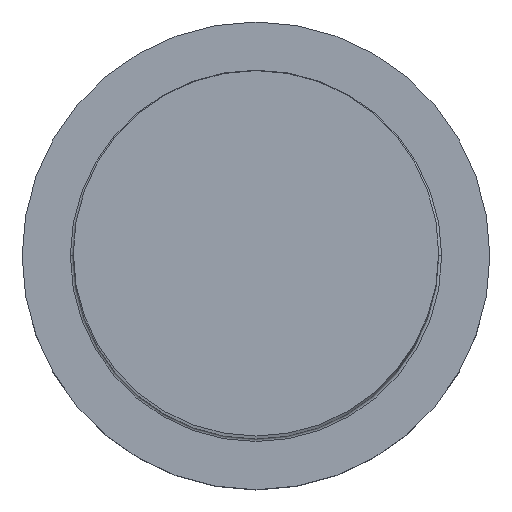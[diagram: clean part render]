
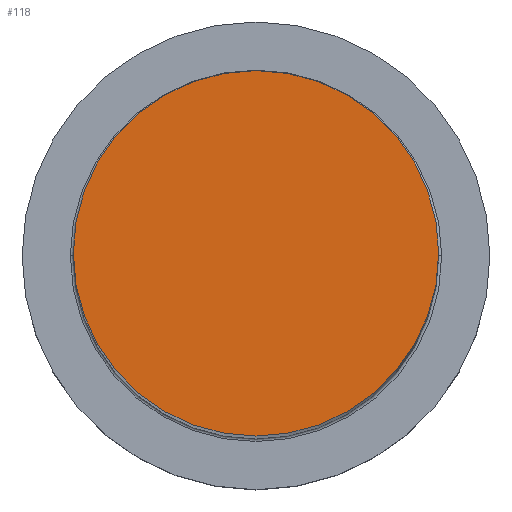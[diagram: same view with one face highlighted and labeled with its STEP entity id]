
A CAD part, top view. The second image highlights one B-rep face of the part: STEP entity #118.
In plain terms, the highlighted planar face has unit normal (0, 0, 1).
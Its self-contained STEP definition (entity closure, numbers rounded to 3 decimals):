
#3 = DIRECTION ( 'NONE',  ( 0., 0., 1. ) ) ;
#19 = VERTEX_POINT ( 'NONE', #54 ) ;
#20 = CIRCLE ( 'NONE', #209, 12.5 ) ;
#27 = DIRECTION ( 'NONE',  ( 0., 0., 1. ) ) ;
#49 = FACE_OUTER_BOUND ( 'NONE', #262, .T. ) ;
#54 = CARTESIAN_POINT ( 'NONE',  ( 12.5, 0., 110. ) ) ;
#58 = DIRECTION ( 'NONE',  ( 1., 0., 0. ) ) ;
#73 = PLANE ( 'NONE',  #152 ) ;
#90 = AXIS2_PLACEMENT_3D ( 'NONE', #100, #192, #101 ) ;
#100 = CARTESIAN_POINT ( 'NONE',  ( 0., 0., 110. ) ) ;
#101 = DIRECTION ( 'NONE',  ( 1., 0., 0. ) ) ;
#104 = CARTESIAN_POINT ( 'NONE',  ( 0., 0., 110. ) ) ;
#117 = CIRCLE ( 'NONE', #90, 12.5 ) ;
#118 = ADVANCED_FACE ( 'NONE', ( #49 ), #73, .T. ) ;
#124 = CARTESIAN_POINT ( 'NONE',  ( 0., 0., 110. ) ) ;
#134 = EDGE_CURVE ( 'NONE', #189, #19, #117, .T. ) ;
#152 = AXIS2_PLACEMENT_3D ( 'NONE', #124, #3, #217 ) ;
#174 = ORIENTED_EDGE ( 'NONE', *, *, #289, .T. ) ;
#181 = ORIENTED_EDGE ( 'NONE', *, *, #134, .T. ) ;
#189 = VERTEX_POINT ( 'NONE', #224 ) ;
#192 = DIRECTION ( 'NONE',  ( 0., 0., 1. ) ) ;
#209 = AXIS2_PLACEMENT_3D ( 'NONE', #104, #27, #58 ) ;
#217 = DIRECTION ( 'NONE',  ( 1., 0., 0. ) ) ;
#224 = CARTESIAN_POINT ( 'NONE',  ( -12.5, 0., 110. ) ) ;
#262 = EDGE_LOOP ( 'NONE', ( #181, #174 ) ) ;
#289 = EDGE_CURVE ( 'NONE', #19, #189, #20, .T. ) ;
